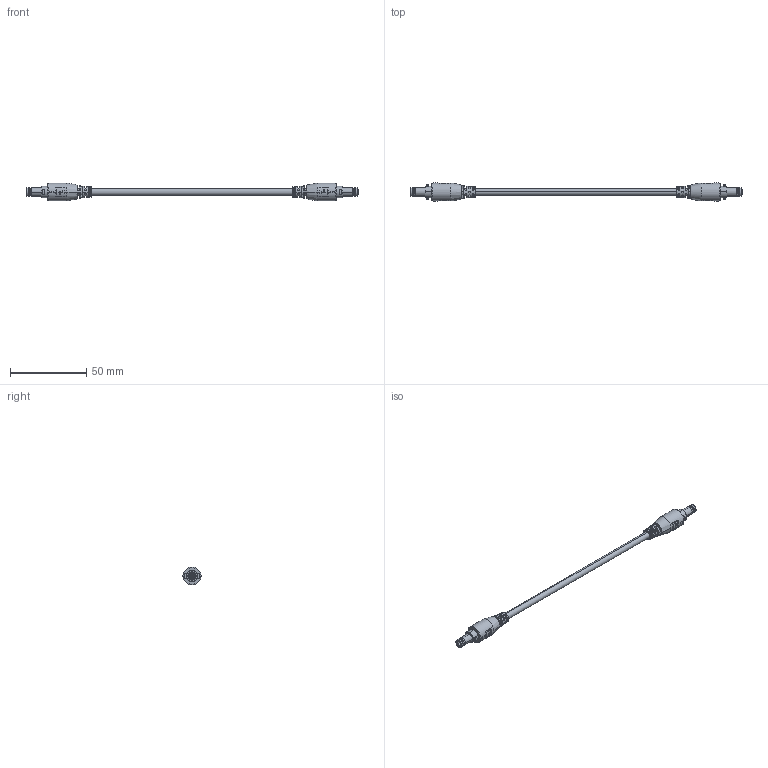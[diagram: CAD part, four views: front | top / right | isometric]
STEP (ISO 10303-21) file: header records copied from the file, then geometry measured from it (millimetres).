
FILE_DESCRIPTION (( 'STEP AP203' ), '1' );
FILE_NAME ('10-03623_revA.STEP', '2019-11-08T00:13:39', ( '' ), ( '' ), 'SwSTEP 2.0', 'SolidWorks 2015', '' );
FILE_SCHEMA (( 'CONFIG_CONTROL_DESIGN' ));
Length unit declared in the file: millimetre
Products named in the file (8): 30-00689_blunt cut; DH38-125-25; 50-00595; 10-03623_revA; DV58-160-546-10; CI285-103-216; 5525CV205-3T00-L1ET01; 24-00161
Assembly tree (9 placements, depth 3):
  10-03623_revA
    30-00689_blunt cut
    24-00161  x2
    50-00595  x2
      5525CV205-3T00-L1ET01
      CI285-103-216
      DH38-125-25
      DV58-160-546-10
Bounding box: 217.12 x 12 x 11.7 mm (x, y, z)
Volume: 7337.1 mm3; surface area: 15679.3 mm2
Topology: 49 solids, 49 shells, 966 faces, 2340 edges, 1510 vertices
Faces by surface type: cylinder 338, plane 244, bspline 234, torus 86, cone 64
Entity records: 21560 total; most frequent: CARTESIAN_POINT 7446, ORIENTED_EDGE 2774, DIRECTION 2668, EDGE_CURVE 1387, AXIS2_PLACEMENT_3D 1156, VERTEX_POINT 901, EDGE_LOOP 692, CIRCLE 667
